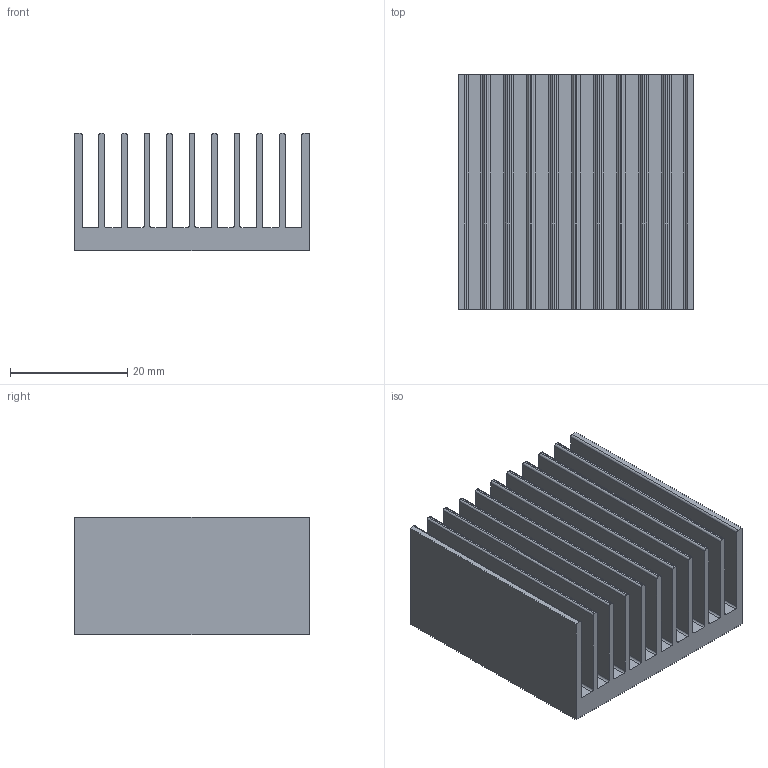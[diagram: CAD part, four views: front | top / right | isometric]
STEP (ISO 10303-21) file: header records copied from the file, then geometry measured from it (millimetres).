
FILE_DESCRIPTION(/* description */ ('Unknown'),/* implementation_level */ '2;1');
FILE_NAME(/* name */ '40x40x20mm',/* time_stamp */ '2019-01-10T11:06:02-05:00',/* author */ ('Unknown'),/* organization */ ('Unknown'),/* preprocessor_version */ 'ST-DEVELOPER v16.7',/* originating_system */ 'DEX',/* authorisation */ $);
FILE_SCHEMA (('AUTOMOTIVE_DESIGN {1 0 10303 214 3 1 1}'));
Length unit declared in the file: millimetre
Products named in the file (1): 40x40x20mm
Bounding box: 40 x 40 x 20 mm (x, y, z)
Volume: 13507.5 mm3; surface area: 18318.7 mm2
Topology: 1 solids, 21 shells, 259 faces, 651 edges, 434 vertices
Faces by surface type: plane 179, cylinder 40, bspline 40
Entity records: 9577 total; most frequent: CARTESIAN_POINT 3911, ORIENTED_EDGE 1294, DIRECTION 901, EDGE_CURVE 647, VERTEX_POINT 434, LINE 301, VECTOR 301, AXIS2_PLACEMENT_3D 300
